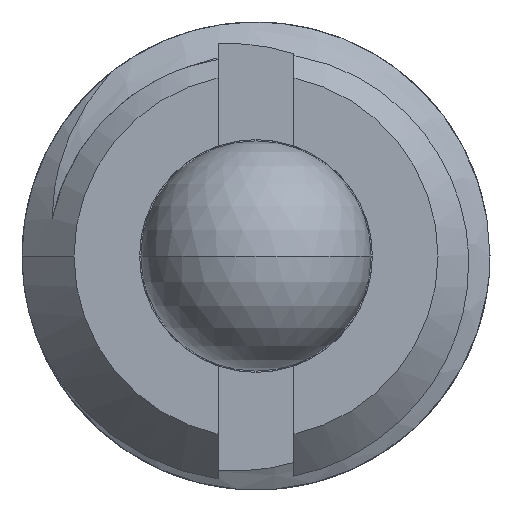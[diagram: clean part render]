
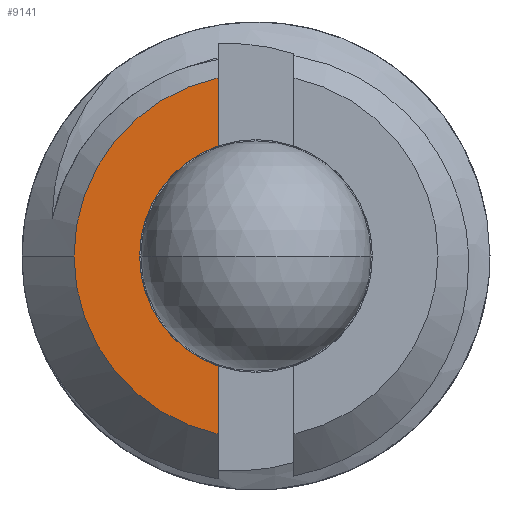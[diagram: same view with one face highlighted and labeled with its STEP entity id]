
A CAD part, front view. The second image highlights one B-rep face of the part: STEP entity #9141.
In plain terms, the highlighted planar face has unit normal (0, -1, 0).
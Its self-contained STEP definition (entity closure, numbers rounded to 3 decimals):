
#373 = DIRECTION ( 'NONE',  ( 0., -1., 0. ) ) ;
#489 = ORIENTED_EDGE ( 'NONE', *, *, #2009, .F. ) ;
#512 = CARTESIAN_POINT ( 'NONE',  ( 0.599, -0.572, 8.926 ) ) ;
#551 = CIRCLE ( 'NONE', #8137, 1.887 ) ;
#860 = EDGE_LOOP ( 'NONE', ( #8105, #4389, #3719, #3392, #7245, #489 ) ) ;
#1083 = VECTOR ( 'NONE', #7905, 1000. ) ;
#1224 = DIRECTION ( 'NONE',  ( 0., 0., 1. ) ) ;
#1362 = EDGE_CURVE ( 'NONE', #6276, #3045, #9885, .T. ) ;
#1786 = CARTESIAN_POINT ( 'NONE',  ( 2.199, -0.572, 7.785 ) ) ;
#1905 = VECTOR ( 'NONE', #1224, 1000. ) ;
#1926 = AXIS2_PLACEMENT_3D ( 'NONE', #9651, #373, #4511 ) ;
#1977 = CARTESIAN_POINT ( 'NONE',  ( 0.599, -0.572, 5.94 ) ) ;
#2009 = EDGE_CURVE ( 'NONE', #7375, #6276, #12622, .T. ) ;
#2340 = EDGE_CURVE ( 'NONE', #7375, #7749, #6373, .T. ) ;
#2843 = CARTESIAN_POINT ( 'NONE',  ( -0.895, -0.572, 7.785 ) ) ;
#2962 = CARTESIAN_POINT ( 'NONE',  ( 0.599, -0.572, 9.631 ) ) ;
#3045 = VERTEX_POINT ( 'NONE', #13153 ) ;
#3112 = VERTEX_POINT ( 'NONE', #1977 ) ;
#3392 = ORIENTED_EDGE ( 'NONE', *, *, #11642, .T. ) ;
#3579 = DIRECTION ( 'NONE',  ( 0., -1., 0. ) ) ;
#3719 = ORIENTED_EDGE ( 'NONE', *, *, #5707, .T. ) ;
#3771 = CARTESIAN_POINT ( 'NONE',  ( 0.599, -0.572, 5.36 ) ) ;
#3864 = DIRECTION ( 'NONE',  ( 1., 0., 0. ) ) ;
#4389 = ORIENTED_EDGE ( 'NONE', *, *, #7121, .T. ) ;
#4414 = CARTESIAN_POINT ( 'NONE',  ( -0.214, -0.572, 7.785 ) ) ;
#4511 = DIRECTION ( 'NONE',  ( 1., 0., 0. ) ) ;
#4818 = CARTESIAN_POINT ( 'NONE',  ( 0.992, -0.572, 7.785 ) ) ;
#5707 = EDGE_CURVE ( 'NONE', #9743, #3112, #551, .T. ) ;
#5919 = DIRECTION ( 'NONE',  ( 0., -1., 0. ) ) ;
#6276 = VERTEX_POINT ( 'NONE', #4414 ) ;
#6373 = LINE ( 'NONE', #10507, #1905 ) ;
#6777 = AXIS2_PLACEMENT_3D ( 'NONE', #12854, #3579, #7706 ) ;
#6932 = FACE_OUTER_BOUND ( 'NONE', #860, .T. ) ;
#7121 = EDGE_CURVE ( 'NONE', #7749, #9743, #7763, .T. ) ;
#7245 = ORIENTED_EDGE ( 'NONE', *, *, #1362, .F. ) ;
#7375 = VERTEX_POINT ( 'NONE', #512 ) ;
#7706 = DIRECTION ( 'NONE',  ( 1., 0., 0. ) ) ;
#7749 = VERTEX_POINT ( 'NONE', #2962 ) ;
#7763 = CIRCLE ( 'NONE', #1926, 1.887 ) ;
#7905 = DIRECTION ( 'NONE',  ( 0., 0., 1. ) ) ;
#7988 = AXIS2_PLACEMENT_3D ( 'NONE', #1786, #5919, #10053 ) ;
#8105 = ORIENTED_EDGE ( 'NONE', *, *, #2340, .T. ) ;
#8137 = AXIS2_PLACEMENT_3D ( 'NONE', #9014, #13143, #3864 ) ;
#8950 = DIRECTION ( 'NONE',  ( 0., -1., 0. ) ) ;
#9014 = CARTESIAN_POINT ( 'NONE',  ( 0.992, -0.572, 7.785 ) ) ;
#9141 = ADVANCED_FACE ( 'NONE', ( #6932 ), #11066, .T. ) ;
#9651 = CARTESIAN_POINT ( 'NONE',  ( 0.992, -0.572, 7.785 ) ) ;
#9743 = VERTEX_POINT ( 'NONE', #2843 ) ;
#9885 = CIRCLE ( 'NONE', #11744, 1.207 ) ;
#10053 = DIRECTION ( 'NONE',  ( -1., 0., 0. ) ) ;
#10507 = CARTESIAN_POINT ( 'NONE',  ( 0.599, -0.572, 5.36 ) ) ;
#11066 = PLANE ( 'NONE',  #7988 ) ;
#11642 = EDGE_CURVE ( 'NONE', #3112, #3045, #13054, .T. ) ;
#11744 = AXIS2_PLACEMENT_3D ( 'NONE', #4818, #8950, #13083 ) ;
#12622 = CIRCLE ( 'NONE', #6777, 1.207 ) ;
#12854 = CARTESIAN_POINT ( 'NONE',  ( 0.992, -0.572, 7.785 ) ) ;
#13054 = LINE ( 'NONE', #3771, #1083 ) ;
#13083 = DIRECTION ( 'NONE',  ( 1., 0., 0. ) ) ;
#13143 = DIRECTION ( 'NONE',  ( 0., -1., 0. ) ) ;
#13153 = CARTESIAN_POINT ( 'NONE',  ( 0.599, -0.572, 6.645 ) ) ;
